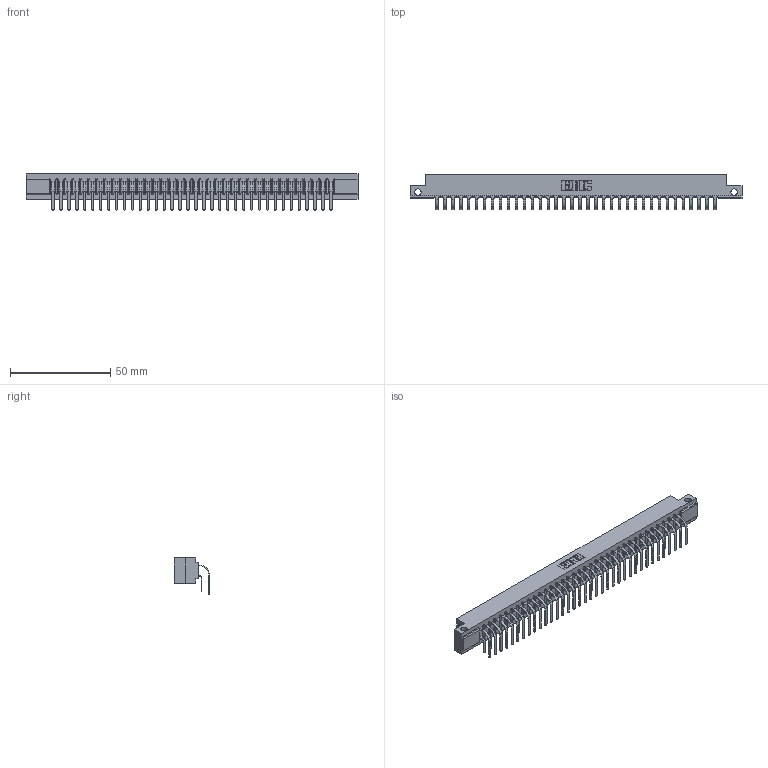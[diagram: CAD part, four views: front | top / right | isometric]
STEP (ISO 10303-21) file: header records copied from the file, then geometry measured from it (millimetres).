
FILE_DESCRIPTION (( 'STEP AP203' ), '1' );
FILE_NAME ('307-072-559-212.STEP', '2022-07-08T18:35:03', ( '' ), ( '' ), 'SwSTEP 2.0', 'SolidWorks 2020', '' );
FILE_SCHEMA (( 'CONFIG_CONTROL_DESIGN' ));
Length unit declared in the file: inch
Products named in the file (4): 307-290-001_559 - 2 (Single); 307-072-559-212; 307 Part_.128 Dia Side Mounting Holes; 307-290-001_558 559 - 1 (Single)
Assembly tree (73 placements, depth 2):
  307-072-559-212
    307 Part_.128 Dia Side Mounting Holes
    307-290-001_558 559 - 1 (Single)  x36
    307-290-001_559 - 2 (Single)  x36
Bounding box: 165.66 x 17.51 x 18.07 mm (x, y, z)
Volume: 17702 mm3; surface area: 23066.6 mm2
Topology: 73 solids, 73 shells, 3755 faces, 10547 edges, 6834 vertices
Faces by surface type: plane 2446, cylinder 1235, sphere 74
Entity records: 34203 total; most frequent: CARTESIAN_POINT 5598, ORIENTED_EDGE 5546, DIRECTION 5485, EDGE_CURVE 2773, VECTOR 2123, LINE 2123, VERTEX_POINT 1794, AXIS2_PLACEMENT_3D 1681
